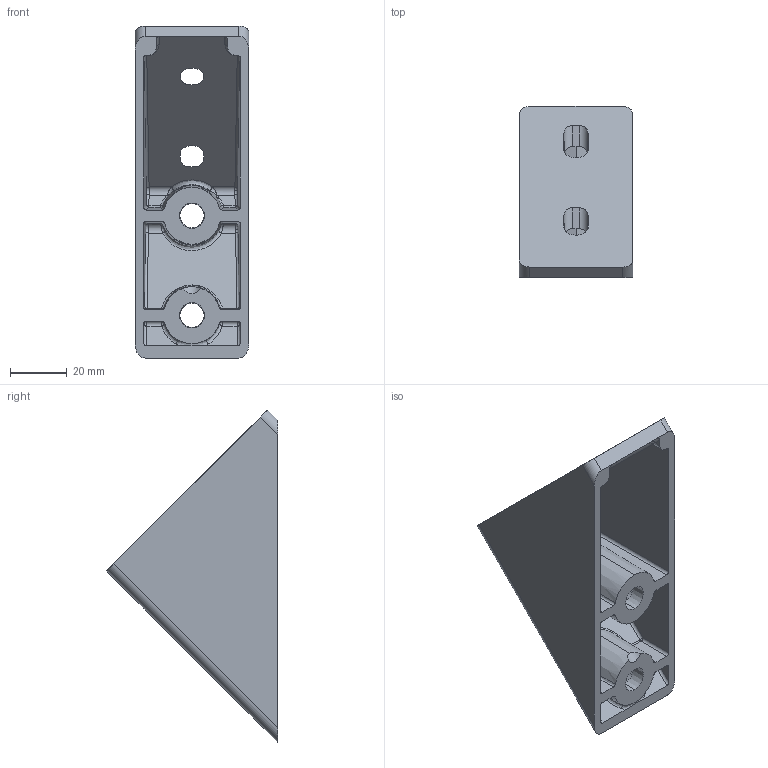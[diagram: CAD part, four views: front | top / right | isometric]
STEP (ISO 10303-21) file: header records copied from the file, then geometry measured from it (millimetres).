
FILE_DESCRIPTION (( 'STEP AP203' ), '1' );
FILE_NAME ('093ws40245r.STEP', '2013-06-18T14:30:13', ( '' ), ( '' ), 'SwSTEP 2.0', 'SolidWorks 2012', '' );
FILE_SCHEMA (( 'CONFIG_CONTROL_DESIGN' ));
Length unit declared in the file: millimetre
Products named in the file (1): 093ws40245r
Bounding box: 40 x 60.1 x 116.67 mm (x, y, z)
Volume: 53479.9 mm3; surface area: 31183.5 mm2
Topology: 1 solids, 1 shells, 152 faces, 385 edges, 232 vertices
Faces by surface type: cylinder 51, plane 40, bspline 33, cone 17, sphere 11
Entity records: 5913 total; most frequent: CARTESIAN_POINT 2621, ORIENTED_EDGE 754, DIRECTION 577, EDGE_CURVE 377, VERTEX_POINT 228, AXIS2_PLACEMENT_3D 211, EDGE_LOOP 165, LINE 155
